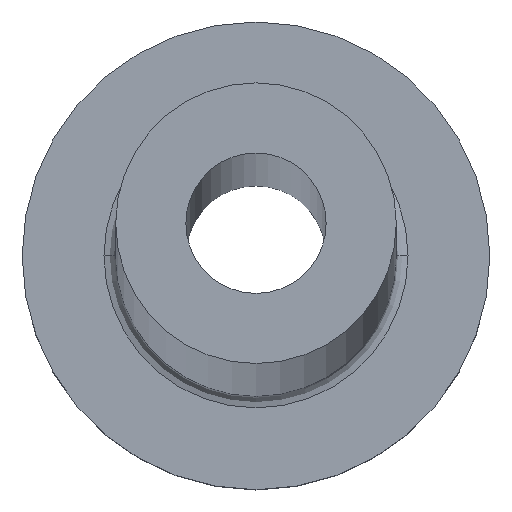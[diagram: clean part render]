
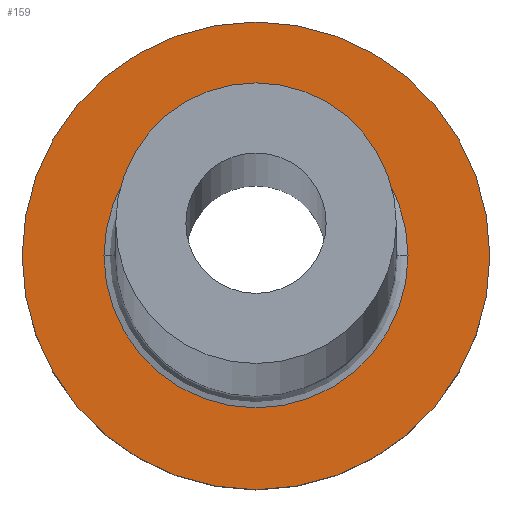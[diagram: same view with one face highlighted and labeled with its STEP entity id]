
A CAD part, top view. The second image highlights one B-rep face of the part: STEP entity #159.
In plain terms, the highlighted planar face has unit normal (0, 0, 1).
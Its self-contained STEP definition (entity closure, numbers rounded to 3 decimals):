
#1 = ORIENTED_EDGE ( 'NONE', *, *, #73, .T. ) ;
#6 = FACE_BOUND ( 'NONE', #330, .T. ) ;
#11 = CIRCLE ( 'NONE', #323, 10. ) ;
#18 = CARTESIAN_POINT ( 'NONE',  ( 0., 0., 7. ) ) ;
#23 = CARTESIAN_POINT ( 'NONE',  ( 0., 0., 7. ) ) ;
#32 = CIRCLE ( 'NONE', #332, 6.5 ) ;
#34 = VERTEX_POINT ( 'NONE', #45 ) ;
#39 = CARTESIAN_POINT ( 'NONE',  ( 6.5, 0., 7. ) ) ;
#45 = CARTESIAN_POINT ( 'NONE',  ( 10., 0., 7. ) ) ;
#51 = VERTEX_POINT ( 'NONE', #39 ) ;
#52 = CIRCLE ( 'NONE', #316, 10. ) ;
#53 = CIRCLE ( 'NONE', #238, 6.5 ) ;
#73 = EDGE_CURVE ( 'NONE', #240, #34, #52, .T. ) ;
#81 = CARTESIAN_POINT ( 'NONE',  ( 0., 0., 7. ) ) ;
#111 = DIRECTION ( 'NONE',  ( 1., 0., 0. ) ) ;
#123 = CARTESIAN_POINT ( 'NONE',  ( 0., 0., 7. ) ) ;
#126 = DIRECTION ( 'NONE',  ( 0., 0., -1. ) ) ;
#138 = DIRECTION ( 'NONE',  ( 0., 0., 1. ) ) ;
#152 = ORIENTED_EDGE ( 'NONE', *, *, #174, .T. ) ;
#157 = DIRECTION ( 'NONE',  ( 0., 0., 1. ) ) ;
#159 = ADVANCED_FACE ( 'NONE', ( #6, #245 ), #360, .T. ) ;
#174 = EDGE_CURVE ( 'NONE', #319, #51, #53, .T. ) ;
#180 = CARTESIAN_POINT ( 'NONE',  ( -10., 0., 7. ) ) ;
#186 = ORIENTED_EDGE ( 'NONE', *, *, #310, .T. ) ;
#226 = AXIS2_PLACEMENT_3D ( 'NONE', #123, #157, #331 ) ;
#238 = AXIS2_PLACEMENT_3D ( 'NONE', #334, #126, #363 ) ;
#240 = VERTEX_POINT ( 'NONE', #180 ) ;
#245 = FACE_OUTER_BOUND ( 'NONE', #354, .T. ) ;
#249 = DIRECTION ( 'NONE',  ( 0., 0., -1. ) ) ;
#252 = DIRECTION ( 'NONE',  ( 1., 0., 0. ) ) ;
#254 = DIRECTION ( 'NONE',  ( 1., 0., 0. ) ) ;
#295 = EDGE_CURVE ( 'NONE', #51, #319, #32, .T. ) ;
#298 = ORIENTED_EDGE ( 'NONE', *, *, #295, .T. ) ;
#310 = EDGE_CURVE ( 'NONE', #34, #240, #11, .T. ) ;
#316 = AXIS2_PLACEMENT_3D ( 'NONE', #81, #138, #254 ) ;
#319 = VERTEX_POINT ( 'NONE', #348 ) ;
#323 = AXIS2_PLACEMENT_3D ( 'NONE', #23, #370, #111 ) ;
#330 = EDGE_LOOP ( 'NONE', ( #298, #152 ) ) ;
#331 = DIRECTION ( 'NONE',  ( 1., 0., 0. ) ) ;
#332 = AXIS2_PLACEMENT_3D ( 'NONE', #18, #249, #252 ) ;
#334 = CARTESIAN_POINT ( 'NONE',  ( 0., 0., 7. ) ) ;
#348 = CARTESIAN_POINT ( 'NONE',  ( -6.5, 0., 7. ) ) ;
#354 = EDGE_LOOP ( 'NONE', ( #1, #186 ) ) ;
#360 = PLANE ( 'NONE',  #226 ) ;
#363 = DIRECTION ( 'NONE',  ( 1., 0., 0. ) ) ;
#370 = DIRECTION ( 'NONE',  ( 0., 0., 1. ) ) ;
